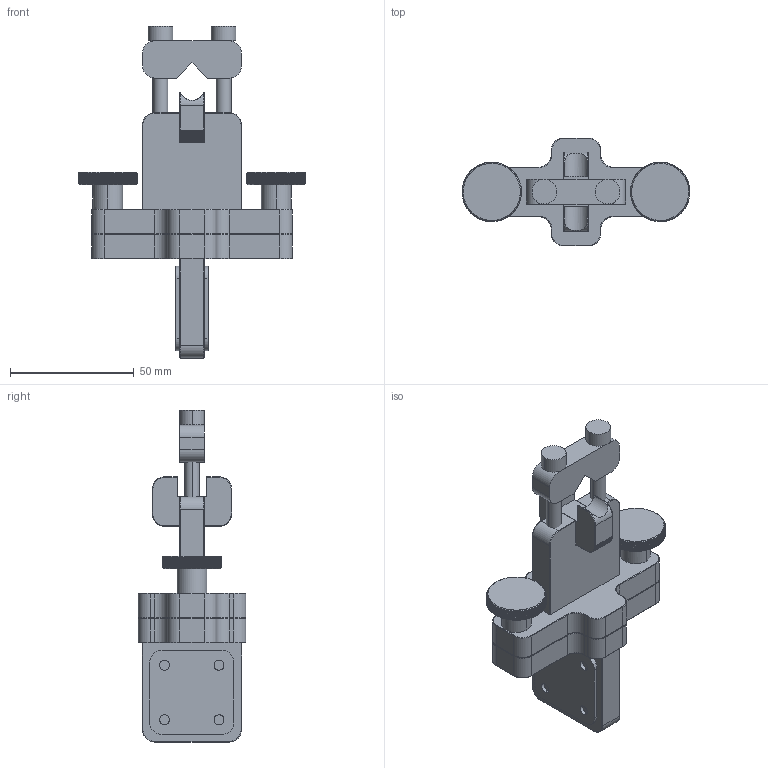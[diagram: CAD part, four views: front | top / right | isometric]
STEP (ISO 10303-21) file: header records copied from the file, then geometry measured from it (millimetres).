
FILE_DESCRIPTION(/* description */ (''),/* implementation_level */ '2;1');
FILE_NAME(/* name */ 'BBMFV3',/* time_stamp */ '2022-05-27T14:35:43+03:00',/* author */ (''),/* organization */ (''),/* preprocessor_version */ 'ST-DEVELOPER v16.5',/* originating_system */ 'Rhino 7.18',/* authorisation */ '');
FILE_SCHEMA (('CONFIG_CONTROL_DESIGN'));
Length unit declared in the file: millimetre
Products named in the file (1): Document
Bounding box: 92 x 43.5 x 134 mm (x, y, z)
Volume: 92345.3 mm3; surface area: 40103.6 mm2
Topology: 14 solids, 14 shells, 1093 faces, 2937 edges, 1882 vertices
Faces by surface type: plane 559, cylinder 446, bspline 88
Full cylindrical faces by diameter (mm): 4.2 x2, 5 x1, 6 x3
Entity records: 30712 total; most frequent: CARTESIAN_POINT 12653, ORIENTED_EDGE 5874, EDGE_CURVE 2937, VERTEX_POINT 1882, EDGE_LOOP 1143, ADVANCED_FACE 1093, FACE_OUTER_BOUND 1093, DIRECTION 1009
